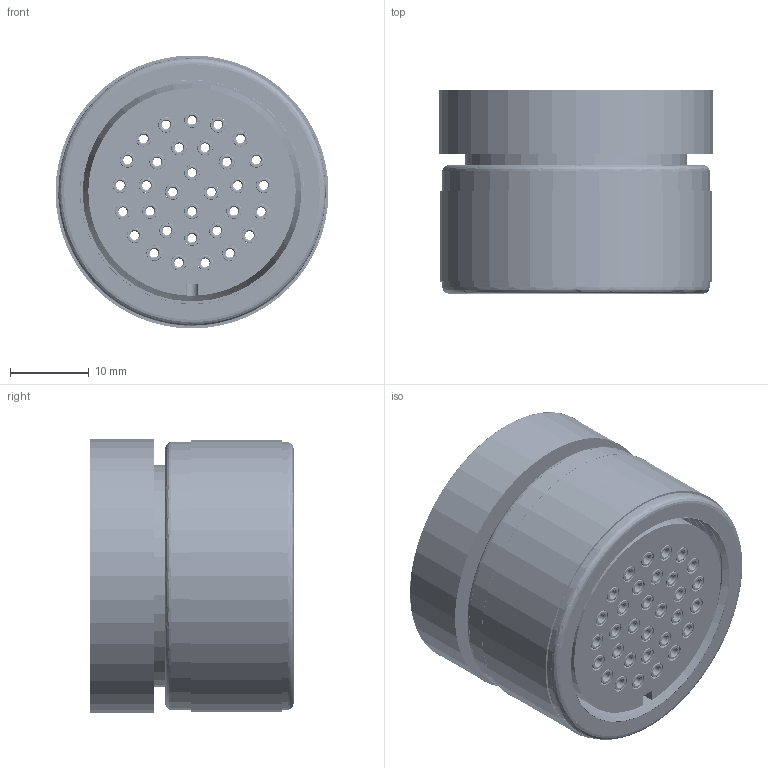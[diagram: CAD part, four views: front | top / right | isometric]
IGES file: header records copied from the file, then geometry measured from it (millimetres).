
Start section: SolidWorks IGES file using analytic representation for surfaces
Global section: file name: 16030-02-A.IGS; native system: SolidWorks 2012; preprocessor: SolidWorks 2012; author: Lee Sanders; date: 140514.084212; units: inch
Bounding box: 34.59 x 25.73 x 34.59 mm (x, y, z)
Surface area: 23942 mm2 (no closed solid volume)
Topology: 0 solids, 0 shells, 1969 faces, 30103 edges, 30103 vertices
Faces by surface type: revolution 1034, bspline 935
